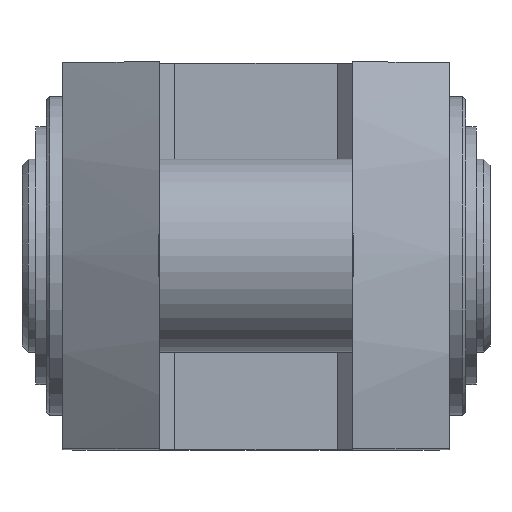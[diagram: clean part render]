
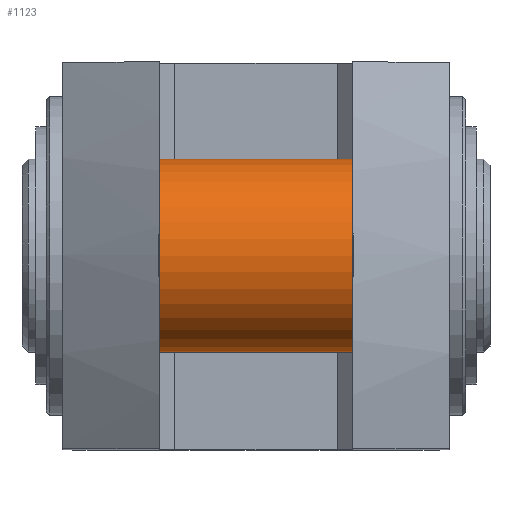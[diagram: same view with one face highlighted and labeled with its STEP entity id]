
A CAD part, top view. The second image highlights one B-rep face of the part: STEP entity #1123.
In plain terms, the highlighted cylindrical face has radius 6.35 mm (diameter 12.7 mm), a full revolution.
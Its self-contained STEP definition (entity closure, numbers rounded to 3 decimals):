
#37=CYLINDRICAL_SURFACE('',#1256,6.35);
#360=ORIENTED_EDGE('',*,*,#540,.F.);
#361=ORIENTED_EDGE('',*,*,#533,.F.);
#533=EDGE_CURVE('',#686,#686,#797,.F.);
#540=EDGE_CURVE('',#693,#693,#800,.F.);
#686=VERTEX_POINT('',#1646);
#693=VERTEX_POINT('',#1661);
#797=CIRCLE('',#1185,6.35);
#800=CIRCLE('',#1189,6.35);
#912=EDGE_LOOP('',(#360));
#913=EDGE_LOOP('',(#361));
#1012=FACE_BOUND('',#912,.T.);
#1013=FACE_BOUND('',#913,.T.);
#1123=ADVANCED_FACE('',(#1012,#1013),#37,.T.);
#1185=AXIS2_PLACEMENT_3D('',#1645,#1319,#1320);
#1189=AXIS2_PLACEMENT_3D('',#1660,#1331,#1332);
#1256=AXIS2_PLACEMENT_3D('',#1872,#1483,#1484);
#1319=DIRECTION('',(1.,0.,0.));
#1320=DIRECTION('',(0.,0.,-1.));
#1331=DIRECTION('',(-1.,0.,0.));
#1332=DIRECTION('',(0.,0.,1.));
#1483=DIRECTION('',(1.,0.,0.));
#1484=DIRECTION('',(0.,0.,-1.));
#1645=CARTESIAN_POINT('',(-6.35,0.,0.));
#1646=CARTESIAN_POINT('',(-6.35,0.,-6.35));
#1660=CARTESIAN_POINT('',(6.35,0.,0.));
#1661=CARTESIAN_POINT('',(6.35,0.,6.35));
#1872=CARTESIAN_POINT('',(15.367,0.,0.));
